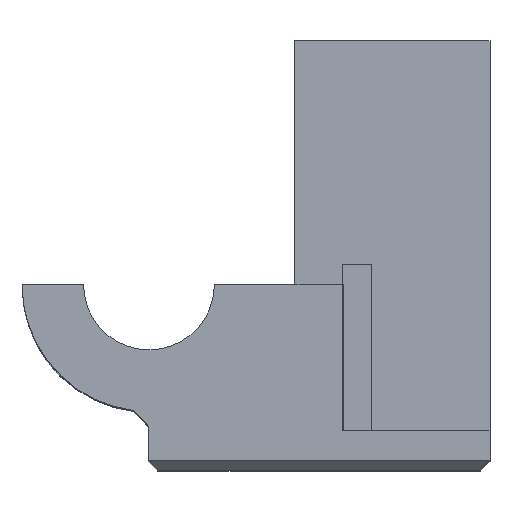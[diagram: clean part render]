
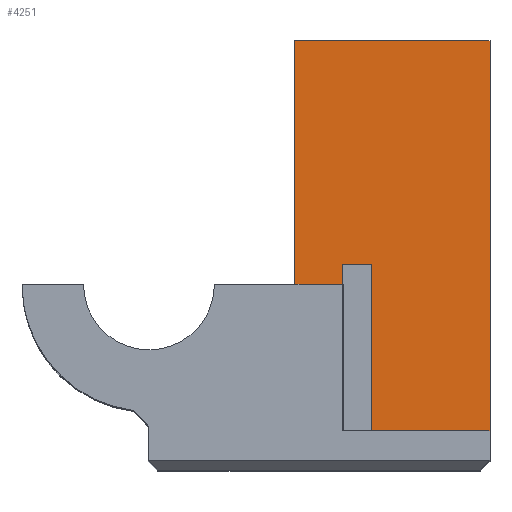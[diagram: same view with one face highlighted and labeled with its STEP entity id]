
A CAD part, top view. The second image highlights one B-rep face of the part: STEP entity #4251.
In plain terms, the highlighted planar face has unit normal (0, 0, 1).
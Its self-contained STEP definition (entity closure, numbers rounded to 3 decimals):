
#3826 = PLANE('',#3827);
#3827 = AXIS2_PLACEMENT_3D('',#3828,#3829,#3830);
#3828 = CARTESIAN_POINT('',(35.,4.,24.));
#3829 = DIRECTION('',(-1.,0.,0.));
#3830 = DIRECTION('',(0.,0.,-1.));
#3854 = PLANE('',#3855);
#3855 = AXIS2_PLACEMENT_3D('',#3856,#3857,#3858);
#3856 = CARTESIAN_POINT('',(35.,44.,0.));
#3857 = DIRECTION('',(0.,-1.,0.));
#3858 = DIRECTION('',(0.,0.,-1.));
#3882 = PLANE('',#3883);
#3883 = AXIS2_PLACEMENT_3D('',#3884,#3885,#3886);
#3884 = CARTESIAN_POINT('',(15.,4.,0.));
#3885 = DIRECTION('',(1.,0.,0.));
#3886 = DIRECTION('',(0.,0.,1.));
#3908 = PLANE('',#3909);
#3909 = AXIS2_PLACEMENT_3D('',#3910,#3911,#3912);
#3910 = CARTESIAN_POINT('',(35.,4.,0.));
#3911 = DIRECTION('',(0.,-1.,0.));
#3912 = DIRECTION('',(0.,0.,-1.));
#3923 = EDGE_CURVE('',#3924,#3926,#3928,.T.);
#3924 = VERTEX_POINT('',#3925);
#3925 = CARTESIAN_POINT('',(35.,4.,24.));
#3926 = VERTEX_POINT('',#3927);
#3927 = CARTESIAN_POINT('',(35.,44.,24.));
#3928 = SURFACE_CURVE('',#3929,(#3933,#3940),.PCURVE_S1.);
#3929 = LINE('',#3930,#3931);
#3930 = CARTESIAN_POINT('',(35.,4.,24.));
#3931 = VECTOR('',#3932,1.);
#3932 = DIRECTION('',(0.,1.,0.));
#3933 = PCURVE('',#3826,#3934);
#3934 = DEFINITIONAL_REPRESENTATION('',(#3935),#3939);
#3935 = LINE('',#3936,#3937);
#3936 = CARTESIAN_POINT('',(0.,0.));
#3937 = VECTOR('',#3938,1.);
#3938 = DIRECTION('',(0.,-1.));
#3939 = ( GEOMETRIC_REPRESENTATION_CONTEXT(2) 
PARAMETRIC_REPRESENTATION_CONTEXT() REPRESENTATION_CONTEXT('2D SPACE',''
  ) );
#3940 = PCURVE('',#3941,#3946);
#3941 = PLANE('',#3942);
#3942 = AXIS2_PLACEMENT_3D('',#3943,#3944,#3945);
#3943 = CARTESIAN_POINT('',(15.,4.,24.));
#3944 = DIRECTION('',(0.,0.,-1.));
#3945 = DIRECTION('',(1.,0.,0.));
#3946 = DEFINITIONAL_REPRESENTATION('',(#3947),#3951);
#3947 = LINE('',#3948,#3949);
#3948 = CARTESIAN_POINT('',(20.,0.));
#3949 = VECTOR('',#3950,1.);
#3950 = DIRECTION('',(0.,-1.));
#3951 = ( GEOMETRIC_REPRESENTATION_CONTEXT(2) 
PARAMETRIC_REPRESENTATION_CONTEXT() REPRESENTATION_CONTEXT('2D SPACE',''
  ) );
#4032 = VERTEX_POINT('',#4033);
#4033 = CARTESIAN_POINT('',(15.,44.,24.));
#4054 = EDGE_CURVE('',#4055,#4032,#4057,.T.);
#4055 = VERTEX_POINT('',#4056);
#4056 = CARTESIAN_POINT('',(15.,4.,24.));
#4057 = SURFACE_CURVE('',#4058,(#4062,#4069),.PCURVE_S1.);
#4058 = LINE('',#4059,#4060);
#4059 = CARTESIAN_POINT('',(15.,4.,24.));
#4060 = VECTOR('',#4061,1.);
#4061 = DIRECTION('',(0.,1.,0.));
#4062 = PCURVE('',#3882,#4063);
#4063 = DEFINITIONAL_REPRESENTATION('',(#4064),#4068);
#4064 = LINE('',#4065,#4066);
#4065 = CARTESIAN_POINT('',(24.,0.));
#4066 = VECTOR('',#4067,1.);
#4067 = DIRECTION('',(0.,-1.));
#4068 = ( GEOMETRIC_REPRESENTATION_CONTEXT(2) 
PARAMETRIC_REPRESENTATION_CONTEXT() REPRESENTATION_CONTEXT('2D SPACE',''
  ) );
#4069 = PCURVE('',#3941,#4070);
#4070 = DEFINITIONAL_REPRESENTATION('',(#4071),#4075);
#4071 = LINE('',#4072,#4073);
#4072 = CARTESIAN_POINT('',(0.,0.));
#4073 = VECTOR('',#4074,1.);
#4074 = DIRECTION('',(0.,-1.));
#4075 = ( GEOMETRIC_REPRESENTATION_CONTEXT(2) 
PARAMETRIC_REPRESENTATION_CONTEXT() REPRESENTATION_CONTEXT('2D SPACE',''
  ) );
#4203 = EDGE_CURVE('',#4055,#3924,#4204,.T.);
#4204 = SURFACE_CURVE('',#4205,(#4209,#4216),.PCURVE_S1.);
#4205 = LINE('',#4206,#4207);
#4206 = CARTESIAN_POINT('',(15.,4.,24.));
#4207 = VECTOR('',#4208,1.);
#4208 = DIRECTION('',(1.,0.,0.));
#4209 = PCURVE('',#3908,#4210);
#4210 = DEFINITIONAL_REPRESENTATION('',(#4211),#4215);
#4211 = LINE('',#4212,#4213);
#4212 = CARTESIAN_POINT('',(-24.,-20.));
#4213 = VECTOR('',#4214,1.);
#4214 = DIRECTION('',(0.,1.));
#4215 = ( GEOMETRIC_REPRESENTATION_CONTEXT(2) 
PARAMETRIC_REPRESENTATION_CONTEXT() REPRESENTATION_CONTEXT('2D SPACE',''
  ) );
#4216 = PCURVE('',#3941,#4217);
#4217 = DEFINITIONAL_REPRESENTATION('',(#4218),#4222);
#4218 = LINE('',#4219,#4220);
#4219 = CARTESIAN_POINT('',(0.,0.));
#4220 = VECTOR('',#4221,1.);
#4221 = DIRECTION('',(1.,0.));
#4222 = ( GEOMETRIC_REPRESENTATION_CONTEXT(2) 
PARAMETRIC_REPRESENTATION_CONTEXT() REPRESENTATION_CONTEXT('2D SPACE',''
  ) );
#4230 = EDGE_CURVE('',#4032,#3926,#4231,.T.);
#4231 = SURFACE_CURVE('',#4232,(#4236,#4243),.PCURVE_S1.);
#4232 = LINE('',#4233,#4234);
#4233 = CARTESIAN_POINT('',(15.,44.,24.));
#4234 = VECTOR('',#4235,1.);
#4235 = DIRECTION('',(1.,0.,0.));
#4236 = PCURVE('',#3854,#4237);
#4237 = DEFINITIONAL_REPRESENTATION('',(#4238),#4242);
#4238 = LINE('',#4239,#4240);
#4239 = CARTESIAN_POINT('',(-24.,-20.));
#4240 = VECTOR('',#4241,1.);
#4241 = DIRECTION('',(0.,1.));
#4242 = ( GEOMETRIC_REPRESENTATION_CONTEXT(2) 
PARAMETRIC_REPRESENTATION_CONTEXT() REPRESENTATION_CONTEXT('2D SPACE',''
  ) );
#4243 = PCURVE('',#3941,#4244);
#4244 = DEFINITIONAL_REPRESENTATION('',(#4245),#4249);
#4245 = LINE('',#4246,#4247);
#4246 = CARTESIAN_POINT('',(0.,-40.));
#4247 = VECTOR('',#4248,1.);
#4248 = DIRECTION('',(1.,0.));
#4249 = ( GEOMETRIC_REPRESENTATION_CONTEXT(2) 
PARAMETRIC_REPRESENTATION_CONTEXT() REPRESENTATION_CONTEXT('2D SPACE',''
  ) );
#4251 = ADVANCED_FACE('',(#4252),#3941,.F.);
#4252 = FACE_BOUND('',#4253,.F.);
#4253 = EDGE_LOOP('',(#4254,#4255,#4256,#4257));
#4254 = ORIENTED_EDGE('',*,*,#4054,.T.);
#4255 = ORIENTED_EDGE('',*,*,#4230,.T.);
#4256 = ORIENTED_EDGE('',*,*,#3923,.F.);
#4257 = ORIENTED_EDGE('',*,*,#4203,.F.);
